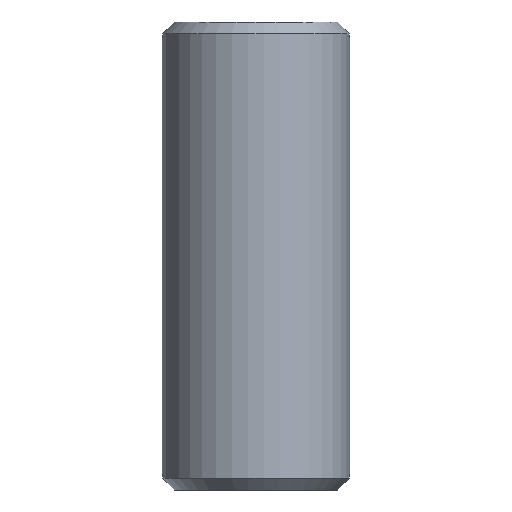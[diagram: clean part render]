
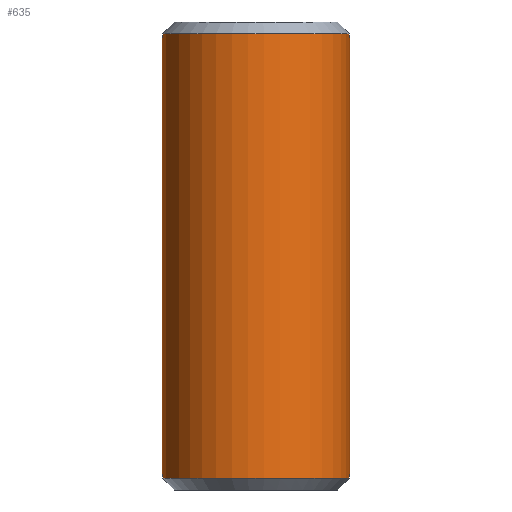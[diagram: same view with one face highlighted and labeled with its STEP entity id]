
A CAD part, front view. The second image highlights one B-rep face of the part: STEP entity #635.
In plain terms, the highlighted cylindrical face has radius 12 mm (diameter 24 mm), a partial arc.
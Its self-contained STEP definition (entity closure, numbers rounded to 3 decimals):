
#18 = VERTEX_POINT ( 'NONE', #67 ) ;
#22 = CARTESIAN_POINT ( 'NONE',  ( 11.958, -1., -58.5 ) ) ;
#23 = EDGE_CURVE ( 'NONE', #518, #647, #71, .T. ) ;
#27 = VECTOR ( 'NONE', #707, 1000. ) ;
#42 = CARTESIAN_POINT ( 'NONE',  ( -11.958, -1., -58.5 ) ) ;
#43 = CARTESIAN_POINT ( 'NONE',  ( 0., 0., -58. ) ) ;
#47 = VECTOR ( 'NONE', #819, 1000. ) ;
#57 = DIRECTION ( 'NONE',  ( 0., 0., 1. ) ) ;
#67 = CARTESIAN_POINT ( 'NONE',  ( -12., 0., -58. ) ) ;
#71 = LINE ( 'NONE', #346, #27 ) ;
#120 = DIRECTION ( 'NONE',  ( 1., 0., 0. ) ) ;
#123 = ORIENTED_EDGE ( 'NONE', *, *, #900, .T. ) ;
#126 = DIRECTION ( 'NONE',  ( 0., 0., 1. ) ) ;
#136 = CARTESIAN_POINT ( 'NONE',  ( 12., 0., -58. ) ) ;
#138 = ORIENTED_EDGE ( 'NONE', *, *, #458, .T. ) ;
#166 = DIRECTION ( 'NONE',  ( 1., 0., 0. ) ) ;
#168 = DIRECTION ( 'NONE',  ( 0., 0., 1. ) ) ;
#174 = DIRECTION ( 'NONE',  ( 1., 0., 0. ) ) ;
#176 = DIRECTION ( 'NONE',  ( 0., 0., 1. ) ) ;
#179 = DIRECTION ( 'NONE',  ( 0., 0., -1. ) ) ;
#187 = AXIS2_PLACEMENT_3D ( 'NONE', #381, #126, #672 ) ;
#192 = EDGE_CURVE ( 'NONE', #421, #727, #573, .T. ) ;
#197 = DIRECTION ( 'NONE',  ( -1., 0., 0. ) ) ;
#202 = CARTESIAN_POINT ( 'NONE',  ( 0., 0., -58. ) ) ;
#214 = AXIS2_PLACEMENT_3D ( 'NONE', #43, #673, #120 ) ;
#216 = CIRCLE ( 'NONE', #342, 12. ) ;
#219 = ORIENTED_EDGE ( 'NONE', *, *, #771, .T. ) ;
#227 = ORIENTED_EDGE ( 'NONE', *, *, #867, .T. ) ;
#231 = CARTESIAN_POINT ( 'NONE',  ( 0., 0., -58.5 ) ) ;
#241 = VERTEX_POINT ( 'NONE', #797 ) ;
#262 = CIRCLE ( 'NONE', #334, 12. ) ;
#264 = CARTESIAN_POINT ( 'NONE',  ( 11.958, -1., 0. ) ) ;
#268 = CARTESIAN_POINT ( 'NONE',  ( -11.958, -1., -58. ) ) ;
#296 = CIRCLE ( 'NONE', #187, 12. ) ;
#299 = VERTEX_POINT ( 'NONE', #591 ) ;
#329 = DIRECTION ( 'NONE',  ( 0., 0., 1. ) ) ;
#334 = AXIS2_PLACEMENT_3D ( 'NONE', #892, #677, #599 ) ;
#337 = VERTEX_POINT ( 'NONE', #389 ) ;
#341 = LINE ( 'NONE', #748, #47 ) ;
#342 = AXIS2_PLACEMENT_3D ( 'NONE', #619, #402, #197 ) ;
#346 = CARTESIAN_POINT ( 'NONE',  ( 12., 0., 0. ) ) ;
#361 = LINE ( 'NONE', #264, #702 ) ;
#376 = FACE_OUTER_BOUND ( 'NONE', #775, .T. ) ;
#379 = EDGE_CURVE ( 'NONE', #647, #549, #262, .T. ) ;
#380 = DIRECTION ( 'NONE',  ( 0., 0., 1. ) ) ;
#381 = CARTESIAN_POINT ( 'NONE',  ( 0., 0., -1.5 ) ) ;
#388 = ORIENTED_EDGE ( 'NONE', *, *, #404, .F. ) ;
#389 = CARTESIAN_POINT ( 'NONE',  ( 11.958, -1., -1.5 ) ) ;
#392 = LINE ( 'NONE', #663, #632 ) ;
#397 = CIRCLE ( 'NONE', #760, 12. ) ;
#402 = DIRECTION ( 'NONE',  ( 0., 0., -1. ) ) ;
#404 = EDGE_CURVE ( 'NONE', #241, #337, #296, .T. ) ;
#405 = CARTESIAN_POINT ( 'NONE',  ( 11.958, -1., -58. ) ) ;
#421 = VERTEX_POINT ( 'NONE', #42 ) ;
#433 = EDGE_CURVE ( 'NONE', #18, #530, #397, .T. ) ;
#454 = CYLINDRICAL_SURFACE ( 'NONE', #897, 12. ) ;
#457 = CARTESIAN_POINT ( 'NONE',  ( -11.958, -1., 0. ) ) ;
#458 = EDGE_CURVE ( 'NONE', #697, #299, #216, .T. ) ;
#466 = CARTESIAN_POINT ( 'NONE',  ( 11.958, -1., -2. ) ) ;
#467 = ORIENTED_EDGE ( 'NONE', *, *, #749, .T. ) ;
#490 = VERTEX_POINT ( 'NONE', #405 ) ;
#510 = LINE ( 'NONE', #457, #720 ) ;
#515 = CARTESIAN_POINT ( 'NONE',  ( -11.958, -1., -2. ) ) ;
#518 = VERTEX_POINT ( 'NONE', #136 ) ;
#527 = EDGE_CURVE ( 'NONE', #549, #337, #361, .T. ) ;
#530 = VERTEX_POINT ( 'NONE', #268 ) ;
#548 = ORIENTED_EDGE ( 'NONE', *, *, #433, .T. ) ;
#549 = VERTEX_POINT ( 'NONE', #466 ) ;
#573 = CIRCLE ( 'NONE', #852, 12. ) ;
#591 = CARTESIAN_POINT ( 'NONE',  ( -12., 0., -2. ) ) ;
#599 = DIRECTION ( 'NONE',  ( -1., 0., 0. ) ) ;
#619 = CARTESIAN_POINT ( 'NONE',  ( 0., 0., -2. ) ) ;
#632 = VECTOR ( 'NONE', #380, 1000. ) ;
#635 = ADVANCED_FACE ( 'NONE', ( #376 ), #454, .T. ) ;
#647 = VERTEX_POINT ( 'NONE', #665 ) ;
#663 = CARTESIAN_POINT ( 'NONE',  ( -12., 0., 0. ) ) ;
#665 = CARTESIAN_POINT ( 'NONE',  ( 12., 0., -2. ) ) ;
#670 = CARTESIAN_POINT ( 'NONE',  ( 11.958, -1., 0. ) ) ;
#672 = DIRECTION ( 'NONE',  ( 1., 0., 0. ) ) ;
#673 = DIRECTION ( 'NONE',  ( 0., 0., 1. ) ) ;
#677 = DIRECTION ( 'NONE',  ( 0., 0., -1. ) ) ;
#692 = DIRECTION ( 'NONE',  ( 1., 0., 0. ) ) ;
#697 = VERTEX_POINT ( 'NONE', #515 ) ;
#700 = LINE ( 'NONE', #670, #758 ) ;
#702 = VECTOR ( 'NONE', #329, 1000. ) ;
#707 = DIRECTION ( 'NONE',  ( 0., 0., 1. ) ) ;
#720 = VECTOR ( 'NONE', #179, 1000. ) ;
#727 = VERTEX_POINT ( 'NONE', #22 ) ;
#730 = ORIENTED_EDGE ( 'NONE', *, *, #527, .T. ) ;
#748 = CARTESIAN_POINT ( 'NONE',  ( -11.958, -1., 0. ) ) ;
#749 = EDGE_CURVE ( 'NONE', #490, #518, #910, .T. ) ;
#758 = VECTOR ( 'NONE', #176, 1000. ) ;
#760 = AXIS2_PLACEMENT_3D ( 'NONE', #202, #57, #692 ) ;
#771 = EDGE_CURVE ( 'NONE', #530, #421, #510, .T. ) ;
#775 = EDGE_LOOP ( 'NONE', ( #833, #548, #219, #820, #123, #467, #906, #782, #730, #388, #227, #138 ) ) ;
#782 = ORIENTED_EDGE ( 'NONE', *, *, #379, .T. ) ;
#797 = CARTESIAN_POINT ( 'NONE',  ( -11.958, -1., -1.5 ) ) ;
#798 = CARTESIAN_POINT ( 'NONE',  ( 0., 0., 0. ) ) ;
#809 = DIRECTION ( 'NONE',  ( 0., 0., 1. ) ) ;
#819 = DIRECTION ( 'NONE',  ( 0., 0., -1. ) ) ;
#820 = ORIENTED_EDGE ( 'NONE', *, *, #192, .T. ) ;
#833 = ORIENTED_EDGE ( 'NONE', *, *, #898, .F. ) ;
#852 = AXIS2_PLACEMENT_3D ( 'NONE', #231, #168, #166 ) ;
#867 = EDGE_CURVE ( 'NONE', #241, #697, #341, .T. ) ;
#892 = CARTESIAN_POINT ( 'NONE',  ( 0., 0., -2. ) ) ;
#897 = AXIS2_PLACEMENT_3D ( 'NONE', #798, #809, #174 ) ;
#898 = EDGE_CURVE ( 'NONE', #18, #299, #392, .T. ) ;
#900 = EDGE_CURVE ( 'NONE', #727, #490, #700, .T. ) ;
#906 = ORIENTED_EDGE ( 'NONE', *, *, #23, .T. ) ;
#910 = CIRCLE ( 'NONE', #214, 12. ) ;
